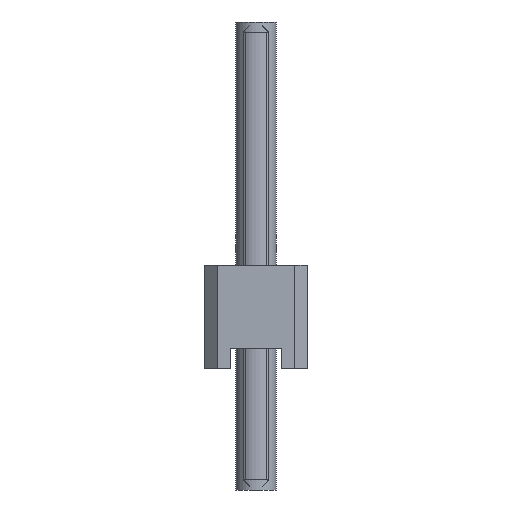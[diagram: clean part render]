
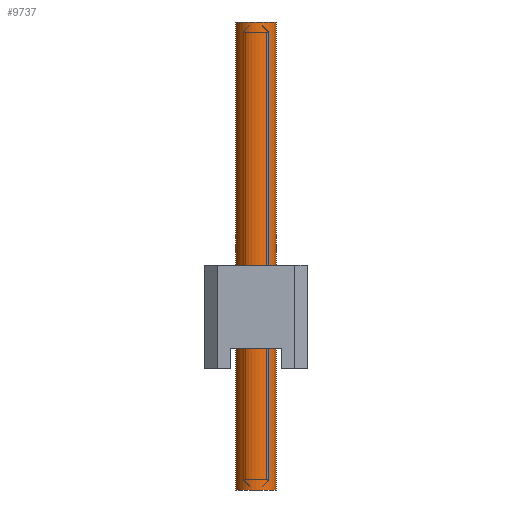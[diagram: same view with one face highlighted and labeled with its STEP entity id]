
A CAD part, left-side view. The second image highlights one B-rep face of the part: STEP entity #9737.
In plain terms, the highlighted cylindrical face has radius 0.5 mm (diameter 1 mm), a full revolution.
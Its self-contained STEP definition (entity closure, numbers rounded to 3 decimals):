
#155=CIRCLE('',#10278,0.5);
#156=CIRCLE('',#10279,0.5);
#432=CYLINDRICAL_SURFACE('',#10277,0.5);
#677=ORIENTED_EDGE('',*,*,#3535,.F.);
#678=ORIENTED_EDGE('',*,*,#3536,.T.);
#3535=EDGE_CURVE('',#4973,#4973,#155,.T.);
#3536=EDGE_CURVE('',#4974,#4974,#156,.T.);
#4973=VERTEX_POINT('',#13933);
#4974=VERTEX_POINT('',#13935);
#8273=EDGE_LOOP('',(#677));
#8274=EDGE_LOOP('',(#678));
#8829=FACE_BOUND('',#8273,.T.);
#8830=FACE_BOUND('',#8274,.T.);
#9737=ADVANCED_FACE('',(#8829,#8830),#432,.F.);
#10277=AXIS2_PLACEMENT_3D('',#13931,#11150,#11151);
#10278=AXIS2_PLACEMENT_3D('',#13932,#11152,#11153);
#10279=AXIS2_PLACEMENT_3D('',#13934,#11154,#11155);
#11150=DIRECTION('',(0.,0.,1.));
#11151=DIRECTION('',(1.,0.,0.));
#11152=DIRECTION('',(0.,0.,-1.));
#11153=DIRECTION('',(1.,0.,0.));
#11154=DIRECTION('',(0.,0.,-1.));
#11155=DIRECTION('',(1.,0.,0.));
#13931=CARTESIAN_POINT('',(0.,0.,0.));
#13932=CARTESIAN_POINT('',(0.,0.,11.54));
#13933=CARTESIAN_POINT('',(0.5,0.,11.54));
#13934=CARTESIAN_POINT('',(0.,0.,0.));
#13935=CARTESIAN_POINT('',(0.5,0.,0.));
